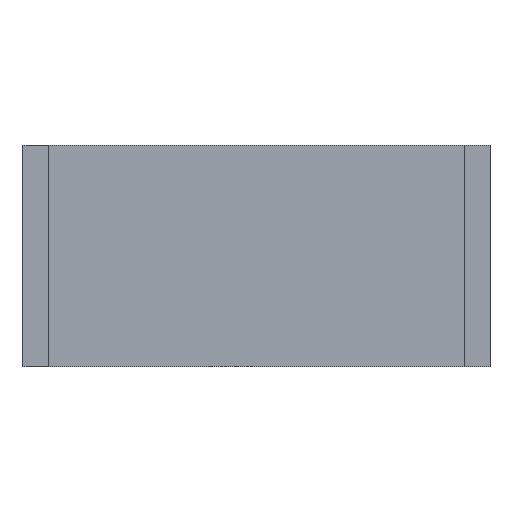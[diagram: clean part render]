
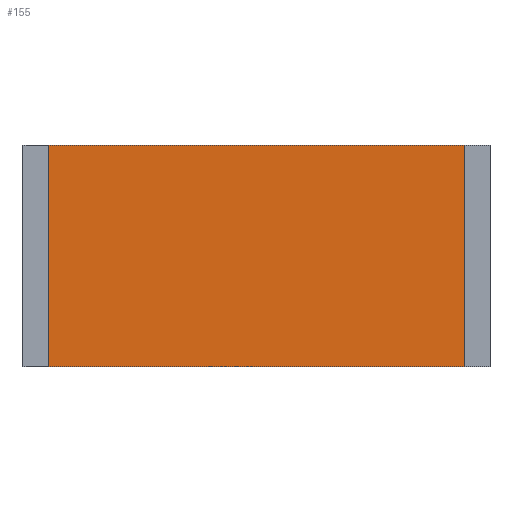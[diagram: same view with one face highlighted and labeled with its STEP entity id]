
A CAD part, front view. The second image highlights one B-rep face of the part: STEP entity #155.
In plain terms, the highlighted planar face has unit normal (0, -1, 0).
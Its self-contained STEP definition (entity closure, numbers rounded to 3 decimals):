
#155 = ADVANCED_FACE( '', ( #289 ), #290, .F. );
#289 = FACE_OUTER_BOUND( '', #454, .T. );
#290 = PLANE( '', #455 );
#454 = EDGE_LOOP( '', ( #674, #675, #676, #677 ) );
#455 = AXIS2_PLACEMENT_3D( '', #678, #679, #680 );
#674 = ORIENTED_EDGE( '', *, *, #1120, .T. );
#675 = ORIENTED_EDGE( '', *, *, #1121, .F. );
#676 = ORIENTED_EDGE( '', *, *, #1122, .F. );
#677 = ORIENTED_EDGE( '', *, *, #1123, .T. );
#678 = CARTESIAN_POINT( '', ( -0.8, -1.6, 0.425 ) );
#679 = DIRECTION( '', ( 0., 1., 0. ) );
#680 = DIRECTION( '', ( 0., 0., 1. ) );
#1120 = EDGE_CURVE( '', #1386, #1387, #1388, .T. );
#1121 = EDGE_CURVE( '', #1389, #1387, #1390, .T. );
#1122 = EDGE_CURVE( '', #1391, #1389, #1392, .T. );
#1123 = EDGE_CURVE( '', #1391, #1386, #1393, .T. );
#1386 = VERTEX_POINT( '', #1964 );
#1387 = VERTEX_POINT( '', #1965 );
#1388 = LINE( '', #1966, #1967 );
#1389 = VERTEX_POINT( '', #1968 );
#1390 = LINE( '', #1969, #1970 );
#1391 = VERTEX_POINT( '', #1971 );
#1392 = LINE( '', #1972, #1973 );
#1393 = LINE( '', #1974, #1975 );
#1964 = CARTESIAN_POINT( '', ( -0.8, -1.6, -0.425 ) );
#1965 = CARTESIAN_POINT( '', ( 0.8, -1.6, -0.425 ) );
#1966 = CARTESIAN_POINT( '', ( -0.8, -1.6, -0.425 ) );
#1967 = VECTOR( '', #2331, 1000. );
#1968 = CARTESIAN_POINT( '', ( 0.8, -1.6, 0.425 ) );
#1969 = CARTESIAN_POINT( '', ( 0.8, -1.6, 0.425 ) );
#1970 = VECTOR( '', #2332, 1000. );
#1971 = CARTESIAN_POINT( '', ( -0.8, -1.6, 0.425 ) );
#1972 = CARTESIAN_POINT( '', ( -0.8, -1.6, 0.425 ) );
#1973 = VECTOR( '', #2333, 1000. );
#1974 = CARTESIAN_POINT( '', ( -0.8, -1.6, 0.425 ) );
#1975 = VECTOR( '', #2334, 1000. );
#2331 = DIRECTION( '', ( 1., 0., 0. ) );
#2332 = DIRECTION( '', ( 0., 0., -1. ) );
#2333 = DIRECTION( '', ( 1., 0., 0. ) );
#2334 = DIRECTION( '', ( 0., 0., -1. ) );
